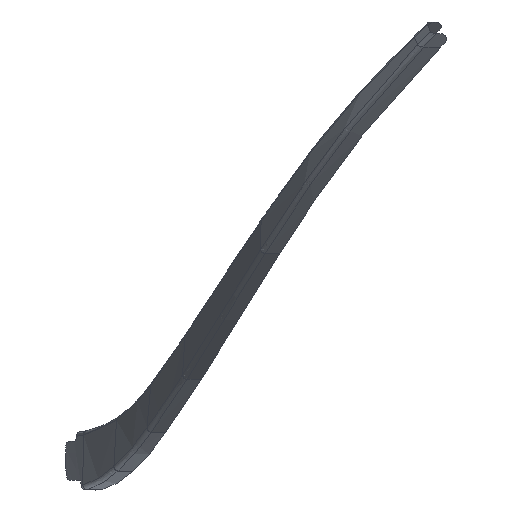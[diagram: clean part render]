
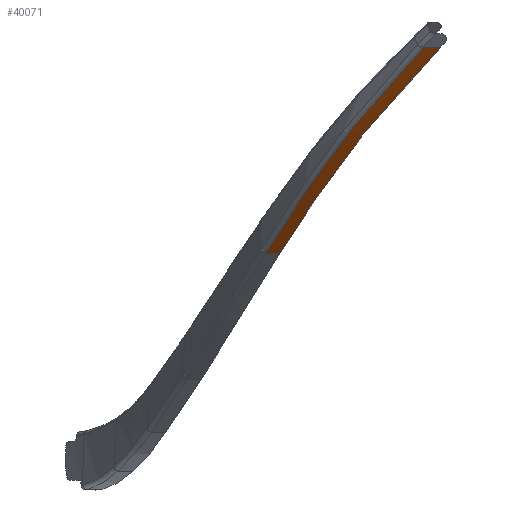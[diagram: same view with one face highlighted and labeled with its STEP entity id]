
A CAD part, top view. The second image highlights one B-rep face of the part: STEP entity #40071.
In plain terms, the highlighted free-form (B-spline) face has degree [3, 1] with [10, 2] control points.
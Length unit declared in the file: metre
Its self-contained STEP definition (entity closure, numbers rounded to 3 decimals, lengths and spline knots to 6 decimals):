
#36286=CARTESIAN_POINT('',(13.301845,0.513606,-0.699997));
#36287=VERTEX_POINT('',#36286);
#39101=CARTESIAN_POINT('',(13.604316,0.906161,-0.296018));
#39102=VERTEX_POINT('',#39101);
#39116=CARTESIAN_POINT('',(13.604316,0.906161,-0.296018));
#39121=CARTESIAN_POINT('',(13.57399,0.873256,-0.327351));
#39126=CARTESIAN_POINT('',(13.54365,0.84035,-0.358684));
#39131=CARTESIAN_POINT('',(13.514797,0.807116,-0.390935));
#39136=CARTESIAN_POINT('',(13.489751,0.778267,-0.418931));
#39141=CARTESIAN_POINT('',(13.48103,0.767216,-0.42996));
#39146=CARTESIAN_POINT('',(13.473983,0.758503,-0.438601));
#39151=CARTESIAN_POINT('',(13.468111,0.751243,-0.445801));
#39156=CARTESIAN_POINT('',(13.462616,0.74453,-0.452416));
#39161=CARTESIAN_POINT('',(13.448635,0.726416,-0.470699));
#39166=CARTESIAN_POINT('',(13.440868,0.716352,-0.480857));
#39171=CARTESIAN_POINT('',(13.424836,0.695013,-0.502635));
#39176=CARTESIAN_POINT('',(13.415088,0.681613,-0.516549));
#39181=CARTESIAN_POINT('',(13.398243,0.658457,-0.540591));
#39186=CARTESIAN_POINT('',(13.3924,0.649862,-0.549863));
#39191=CARTESIAN_POINT('',(13.386865,0.641897,-0.558378));
#39196=CARTESIAN_POINT('',(13.381099,0.633599,-0.567247));
#39201=CARTESIAN_POINT('',(13.375743,0.625969,-0.575344));
#39206=CARTESIAN_POINT('',(13.360664,0.60348,-0.59998));
#39211=CARTESIAN_POINT('',(13.350193,0.587863,-0.617088));
#39216=CARTESIAN_POINT('',(13.326677,0.551992,-0.656962));
#39221=CARTESIAN_POINT('',(13.310761,0.527395,-0.684534));
#39226=CARTESIAN_POINT('',(13.307276,0.52201,-0.690571));
#39231=CARTESIAN_POINT('',(13.304218,0.517277,-0.695879));
#39236=CARTESIAN_POINT('',(13.301845,0.513606,-0.699997));
#39241=B_SPLINE_CURVE_WITH_KNOTS('',3,(#39116,#39121,#39126,#39131,#39136,#39141,#39146,#39151,#39156,#39161,#39166,#39171,#39176,#39181,#39186,#39191,#39196,#39201,#39206,#39211,#39216,#39221,#39226,#39231,#39236),.UNSPECIFIED.,.F.,.U.,(4,3,3,3,3,3,3,3,4),(0.,0.199066,0.371866,0.515866,0.595866,0.734106,0.878106,0.978106,1.),.UNSPECIFIED.);
#39246=EDGE_CURVE('',#39102,#36287,#39241,.T.);
#39381=CARTESIAN_POINT('',(13.301845,0.513606,-0.699997));
#39386=DIRECTION('',(0.998,0.006,-0.058));
#39391=VECTOR('',#39386,1.);
#39396=LINE('',#39381,#39391);
#39401=CARTESIAN_POINT('',(13.32997,0.513767,-0.701643));
#39402=VERTEX_POINT('',#39401);
#39406=EDGE_CURVE('',#36287,#39402,#39396,.T.);
#39831=CARTESIAN_POINT('',(13.636642,0.906115,-0.296388));
#39836=CARTESIAN_POINT('',(13.604327,0.90617,-0.296009));
#39841=CARTESIAN_POINT('',(13.596491,0.863407,-0.337393));
#39846=CARTESIAN_POINT('',(13.564786,0.863259,-0.336869));
#39851=CARTESIAN_POINT('',(13.556339,0.820698,-0.378397));
#39856=CARTESIAN_POINT('',(13.525245,0.820348,-0.377729));
#39861=CARTESIAN_POINT('',(13.51946,0.777136,-0.421448));
#39866=CARTESIAN_POINT('',(13.488904,0.776691,-0.420643));
#39871=CARTESIAN_POINT('',(13.482581,0.733572,-0.4645));
#39876=CARTESIAN_POINT('',(13.452561,0.733033,-0.463558));
#39881=CARTESIAN_POINT('',(13.448973,0.689154,-0.509598));
#39886=CARTESIAN_POINT('',(13.419419,0.68863,-0.508527));
#39891=CARTESIAN_POINT('',(13.417938,0.645118,-0.556638));
#39896=CARTESIAN_POINT('',(13.388777,0.64466,-0.555426));
#39901=CARTESIAN_POINT('',(13.386901,0.60108,-0.603679));
#39906=CARTESIAN_POINT('',(13.358133,0.600688,-0.602327));
#39911=CARTESIAN_POINT('',(13.358435,0.557423,-0.652661));
#39916=CARTESIAN_POINT('',(13.32999,0.55715,-0.651158));
#39921=CARTESIAN_POINT('',(13.32997,0.513767,-0.701644));
#39926=CARTESIAN_POINT('',(13.301847,0.513612,-0.699989));
#39931=B_SPLINE_SURFACE_WITH_KNOTS('',3,1,((#39831,#39836),(#39841,#39846),(#39851,#39856),(#39861,#39866),(#39871,#39876),(#39881,#39886),(#39891,#39896),(#39901,#39906),(#39911,#39916),(#39921,#39926)),.UNSPECIFIED.,.F.,.F.,.U.,(4,3,3,4),(2,2),(0.,14.645551,29.291514,43.937961),(-0.000002,1.000079),.UNSPECIFIED.);
#39936=CARTESIAN_POINT('',(13.604316,0.906161,-0.296018));
#39941=DIRECTION('',(1.,-0.003,-0.01));
#39946=VECTOR('',#39941,1.);
#39951=LINE('',#39936,#39946);
#39956=CARTESIAN_POINT('',(13.636642,0.906066,-0.296335));
#39957=VERTEX_POINT('',#39956);
#39961=EDGE_CURVE('',#39102,#39957,#39951,.T.);
#39966=ORIENTED_EDGE('',*,*,#39961,.T.);
#39971=CARTESIAN_POINT('',(13.636642,0.906066,-0.296335));
#39976=CARTESIAN_POINT('',(13.612663,0.880563,-0.320827));
#39981=CARTESIAN_POINT('',(13.577597,0.843729,-0.356072));
#39986=CARTESIAN_POINT('',(13.540647,0.801655,-0.397263));
#39991=CARTESIAN_POINT('',(13.509856,0.766594,-0.431588));
#39996=CARTESIAN_POINT('',(13.478424,0.727627,-0.470431));
#40001=CARTESIAN_POINT('',(13.44994,0.689326,-0.510109));
#40006=CARTESIAN_POINT('',(13.400719,0.623142,-0.578674));
#40011=CARTESIAN_POINT('',(13.360062,0.559905,-0.64987));
#40016=CARTESIAN_POINT('',(13.333957,0.519881,-0.694783));
#40021=CARTESIAN_POINT('',(13.332585,0.517778,-0.697142));
#40026=CARTESIAN_POINT('',(13.331256,0.515739,-0.69943));
#40031=CARTESIAN_POINT('',(13.32997,0.513767,-0.701643));
#40036=B_SPLINE_CURVE_WITH_KNOTS('',3,(#39971,#39976,#39981,#39986,#39991,#39996,#40001,#40006,#40011,#40016,#40021,#40026,#40031),.UNSPECIFIED.,.F.,.U.,(4,3,3,3,4),(0.,0.298598,0.54743,0.977412,1.),.UNSPECIFIED.);
#40041=EDGE_CURVE('',#39957,#39402,#40036,.T.);
#40046=ORIENTED_EDGE('',*,*,#40041,.T.);
#40051=ORIENTED_EDGE('',*,*,#39406,.F.);
#40056=ORIENTED_EDGE('',*,*,#39246,.F.);
#40061=EDGE_LOOP('',(#39966,#40046,#40051,#40056));
#40066=FACE_OUTER_BOUND('',#40061,.T.);
#40071=ADVANCED_FACE('',(#40066),#39931,.T.);
